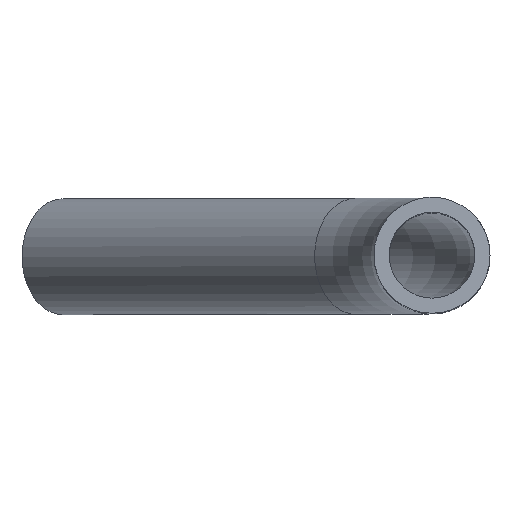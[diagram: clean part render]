
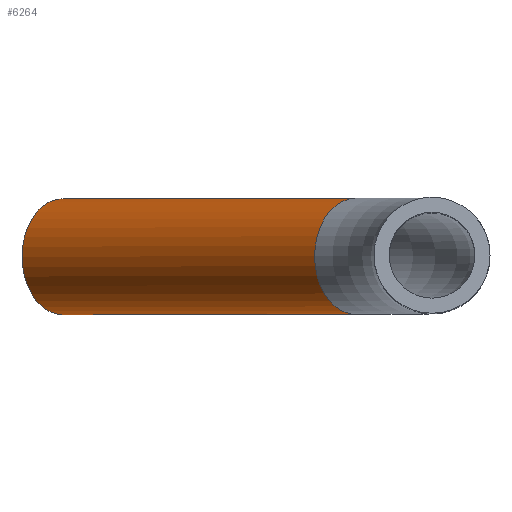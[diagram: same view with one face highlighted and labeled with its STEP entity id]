
A CAD part, top view. The second image highlights one B-rep face of the part: STEP entity #6264.
In plain terms, the highlighted cylindrical face has radius 6.35 mm (diameter 12.7 mm), a full revolution.
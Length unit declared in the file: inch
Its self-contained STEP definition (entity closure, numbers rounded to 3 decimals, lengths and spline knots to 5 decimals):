
#74=FACE_BOUND('',#1112,.T.);
#730=FACE_OUTER_BOUND('',#1111,.T.);
#1111=EDGE_LOOP('',(#5855));
#1112=EDGE_LOOP('',(#5856));
#1239=CIRCLE('',#6570,0.25);
#1240=CIRCLE('',#6571,0.25);
#3065=VERTEX_POINT('',#14159);
#3066=VERTEX_POINT('',#14161);
#3997=EDGE_CURVE('',#3065,#3065,#1239,.T.);
#3998=EDGE_CURVE('',#3066,#3066,#1240,.T.);
#5855=ORIENTED_EDGE('',*,*,#3997,.T.);
#5856=ORIENTED_EDGE('',*,*,#3998,.F.);
#5897=CYLINDRICAL_SURFACE('',#6569,0.25);
#6264=ADVANCED_FACE('',(#730,#74),#5897,.T.);
#6569=AXIS2_PLACEMENT_3D('',#14158,#7587,#7588);
#6570=AXIS2_PLACEMENT_3D('',#14160,#7589,#7590);
#6571=AXIS2_PLACEMENT_3D('',#14162,#7591,#7592);
#7587=DIRECTION('center_axis',(-0.707,0.,-0.707));
#7588=DIRECTION('ref_axis',(0.707,0.,-0.707));
#7589=DIRECTION('center_axis',(0.707,0.,0.707));
#7590=DIRECTION('ref_axis',(0.707,0.,-0.707));
#7591=DIRECTION('center_axis',(0.707,0.,0.707));
#7592=DIRECTION('ref_axis',(-0.707,0.,0.707));
#14158=CARTESIAN_POINT('Origin',(-0.3295,0.,-0.7955));
#14159=CARTESIAN_POINT('',(-1.76776,0.,-1.8802));
#14160=CARTESIAN_POINT('Origin',(-1.59098,0.,-2.05697));
#14161=CARTESIAN_POINT('',(-0.3295,-0.25,-0.7955));
#14162=CARTESIAN_POINT('Origin',(-0.3295,0.,-0.7955));
